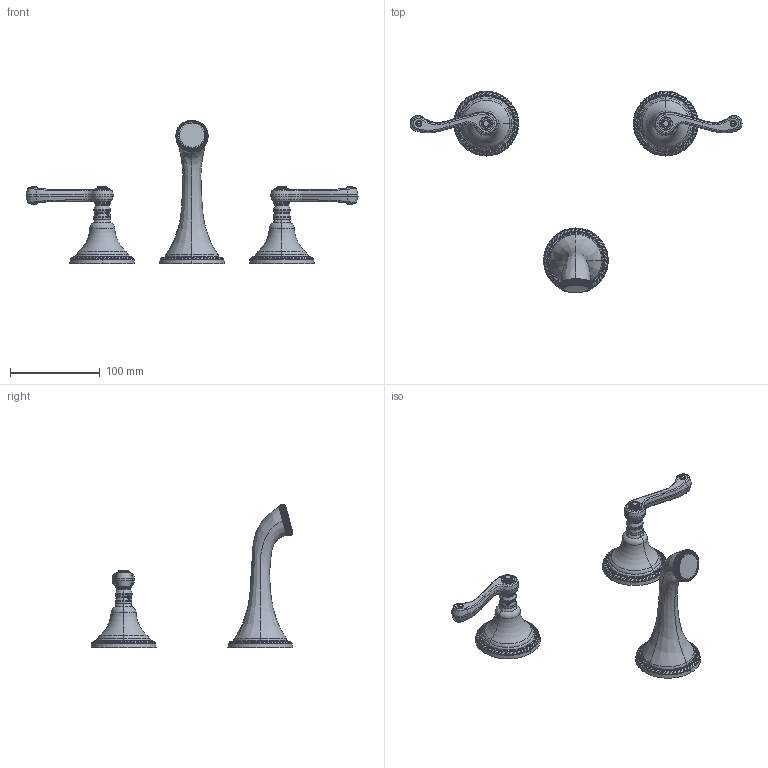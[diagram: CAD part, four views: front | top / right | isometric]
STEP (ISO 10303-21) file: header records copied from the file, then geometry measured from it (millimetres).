
FILE_DESCRIPTION((''),'2;1');
FILE_NAME('3-985_SW0002','2020-12-01T10:09:00',('rsmith'),(''),'CREO PARAMETRIC BY PTC INC, 2018400','CREO PARAMETRIC BY PTC INC, 2018400','');
FILE_SCHEMA(('AUTOMOTIVE_DESIGN { 1 0 10303 214 1 1 1 1 }'));
Length unit declared in the file: inch
Products named in the file (1): 3-985_SW0002
Bounding box: 369.92 x 224.66 x 159.88 mm (x, y, z)
Volume: 332232.2 mm3; surface area: 60108.8 mm2
Topology: 3 solids, 3 shells, 1960 faces, 5176 edges, 3382 vertices
Faces by surface type: cylinder 436, plane 376, bspline 313, torus 304, extrusion 303, sphere 132, cone 96
Entity records: 126083 total; most frequent: CARTESIAN_POINT 60758, ORIENTED_EDGE 10336, PRESENTATION_STYLE_ASSIGNMENT 6366, DIRECTION 5553, STYLED_ITEM 5341, CURVE_STYLE 5168, EDGE_CURVE 5168, B_SPLINE_CURVE_WITH_KNOTS 3697
